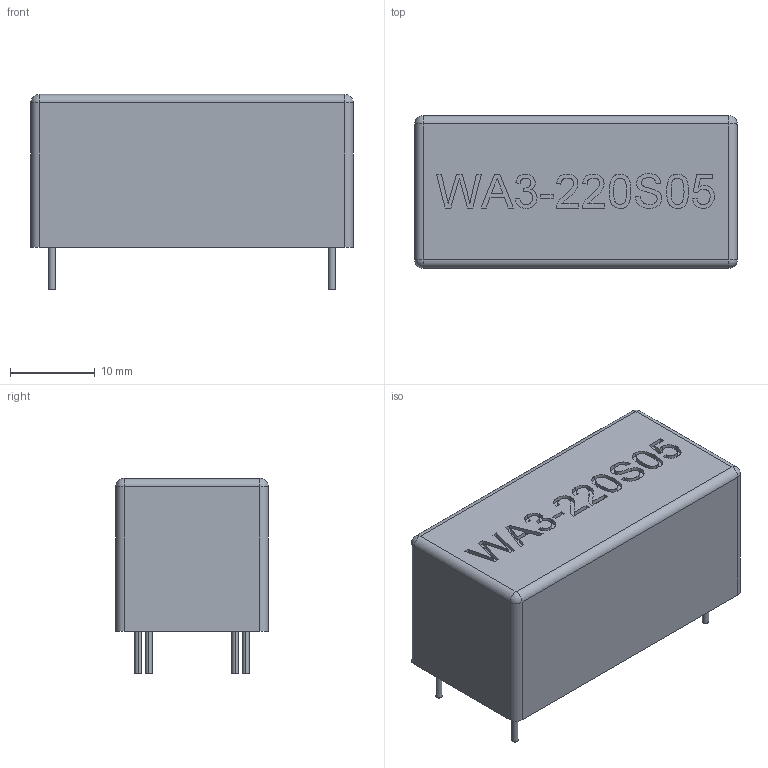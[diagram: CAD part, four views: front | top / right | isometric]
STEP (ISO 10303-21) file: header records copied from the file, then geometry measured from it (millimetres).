
FILE_DESCRIPTION (( 'STEP AP214' ), '1' );
FILE_NAME ('WA3-220S05.STEP', '2015-08-17T07:15:35', ( 'POE' ), ( '' ), 'SwSTEP 2.0', 'SolidWorks 2015', '' );
FILE_SCHEMA (( 'AUTOMOTIVE_DESIGN' ));
Length unit declared in the file: millimetre
Products named in the file (2): WA3-220S05
Bounding box: 38 x 18 x 23 mm (x, y, z)
Volume: 12260.5 mm3; surface area: 3449.2 mm2
Topology: 1 solids, 1 shells, 174 faces, 457 edges, 298 vertices
Faces by surface type: bspline 83, plane 71, cylinder 16, sphere 4
Entity records: 9720 total; most frequent: CARTESIAN_POINT 5946, ORIENTED_EDGE 906, DIRECTION 505, EDGE_CURVE 453, VERTEX_POINT 298, VECTOR 255, LINE 255, EDGE_LOOP 191
